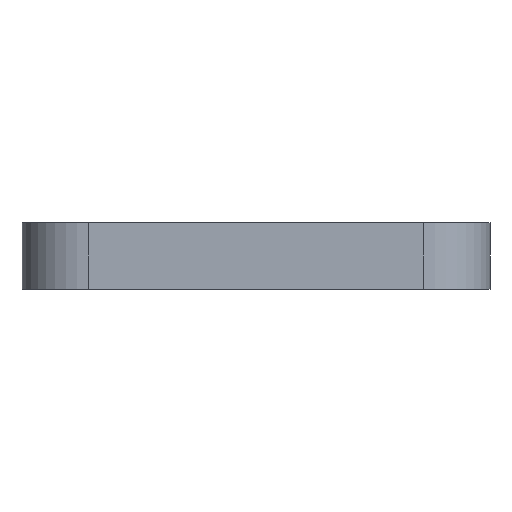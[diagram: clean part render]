
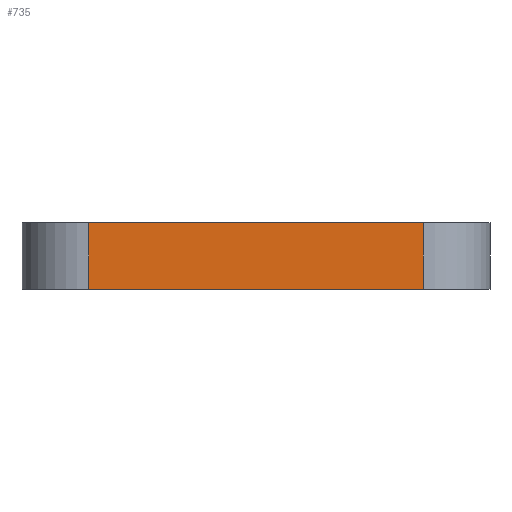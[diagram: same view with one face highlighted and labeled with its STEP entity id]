
A CAD part, front view. The second image highlights one B-rep face of the part: STEP entity #735.
In plain terms, the highlighted planar face has unit normal (0, -1, 0).
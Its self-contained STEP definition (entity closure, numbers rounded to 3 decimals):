
#62 = VECTOR ( 'NONE', #955, 1000. ) ;
#72 = CARTESIAN_POINT ( 'NONE',  ( 62.126, 0., 12.7 ) ) ;
#105 = EDGE_LOOP ( 'NONE', ( #1085, #613, #232, #1245 ) ) ;
#126 = FACE_OUTER_BOUND ( 'NONE', #105, .T. ) ;
#191 = EDGE_CURVE ( 'NONE', #857, #1392, #575, .T. ) ;
#215 = VECTOR ( 'NONE', #1234, 1000. ) ;
#232 = ORIENTED_EDGE ( 'NONE', *, *, #1123, .F. ) ;
#275 = CARTESIAN_POINT ( 'NONE',  ( 139.326, 0., 0. ) ) ;
#310 = DIRECTION ( 'NONE',  ( 1., 0., 0. ) ) ;
#313 = CARTESIAN_POINT ( 'NONE',  ( 62.126, 0., 12.7 ) ) ;
#410 = CARTESIAN_POINT ( 'NONE',  ( 62.126, 0., 0. ) ) ;
#520 = LINE ( 'NONE', #1036, #943 ) ;
#552 = DIRECTION ( 'NONE',  ( 0., 0., 1. ) ) ;
#575 = LINE ( 'NONE', #1232, #215 ) ;
#582 = CARTESIAN_POINT ( 'NONE',  ( 139.326, 0., 12.7 ) ) ;
#613 = ORIENTED_EDGE ( 'NONE', *, *, #1024, .T. ) ;
#655 = PLANE ( 'NONE',  #720 ) ;
#720 = AXIS2_PLACEMENT_3D ( 'NONE', #313, #767, #552 ) ;
#735 = ADVANCED_FACE ( 'NONE', ( #126 ), #655, .F. ) ;
#767 = DIRECTION ( 'NONE',  ( 0., 1., 0. ) ) ;
#772 = VECTOR ( 'NONE', #310, 1000. ) ;
#857 = VERTEX_POINT ( 'NONE', #1358 ) ;
#911 = VERTEX_POINT ( 'NONE', #582 ) ;
#932 = DIRECTION ( 'NONE',  ( 0., 0., 1. ) ) ;
#943 = VECTOR ( 'NONE', #932, 1000. ) ;
#955 = DIRECTION ( 'NONE',  ( 1., 0., 0. ) ) ;
#1024 = EDGE_CURVE ( 'NONE', #1122, #911, #520, .T. ) ;
#1036 = CARTESIAN_POINT ( 'NONE',  ( 139.326, 0., 12.7 ) ) ;
#1040 = LINE ( 'NONE', #72, #62 ) ;
#1085 = ORIENTED_EDGE ( 'NONE', *, *, #1215, .T. ) ;
#1122 = VERTEX_POINT ( 'NONE', #275 ) ;
#1123 = EDGE_CURVE ( 'NONE', #857, #911, #1040, .T. ) ;
#1132 = LINE ( 'NONE', #410, #772 ) ;
#1163 = CARTESIAN_POINT ( 'NONE',  ( 74.926, 0., 0. ) ) ;
#1215 = EDGE_CURVE ( 'NONE', #1392, #1122, #1132, .T. ) ;
#1232 = CARTESIAN_POINT ( 'NONE',  ( 74.926, 0., 0. ) ) ;
#1234 = DIRECTION ( 'NONE',  ( 0., 0., -1. ) ) ;
#1245 = ORIENTED_EDGE ( 'NONE', *, *, #191, .T. ) ;
#1358 = CARTESIAN_POINT ( 'NONE',  ( 74.926, 0., 12.7 ) ) ;
#1392 = VERTEX_POINT ( 'NONE', #1163 ) ;
